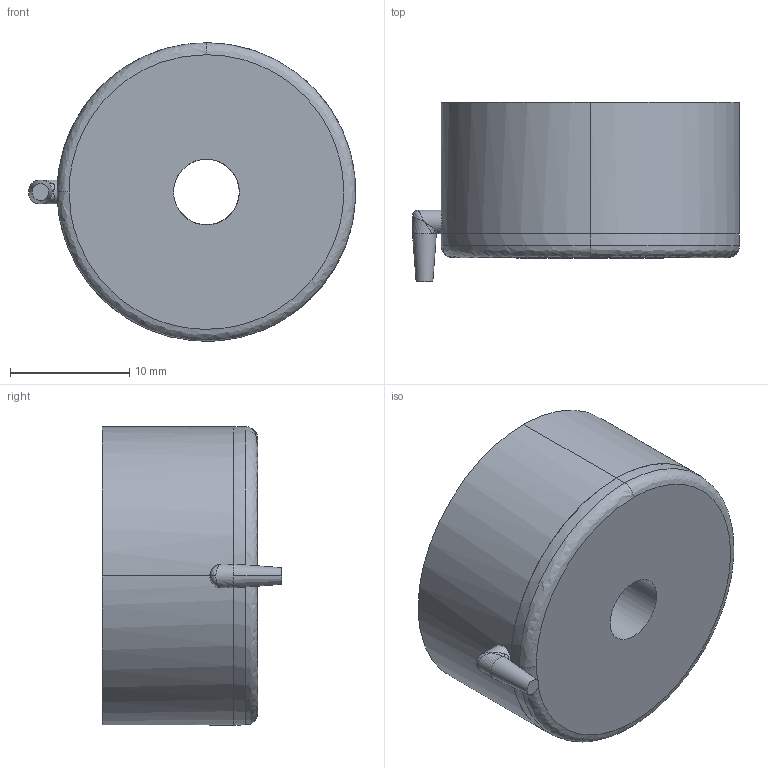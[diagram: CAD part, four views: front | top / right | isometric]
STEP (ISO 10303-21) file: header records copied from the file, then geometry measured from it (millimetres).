
FILE_DESCRIPTION(('THIS FILE CONTAINS SOME STEP INSTANCES'),'1');
FILE_NAME('M110 xx.stp','2014-04-17T14:25:42',('UNDEFINED'),('UNDEFINED'),'T-FLEX CAD STEP converter','T-FLEX CAD','');
FILE_SCHEMA(('CONFIG_CONTROL_DESIGN'));
Length unit declared in the file: metre
Products named in the file (6): M110 xx; Corpo_0
Assembly tree (5 placements, depth 2):
  M110 xx
    Corpo_0
    Corpo_0
    Corpo_0
    Corpo_0
    Corpo_0
Bounding box: 27.39 x 15 x 25 mm (x, y, z)
Volume: 6014.8 mm3; surface area: 3391.4 mm2
Topology: 1 solids, 7 shells, 36 faces, 102 edges, 65 vertices
Faces by surface type: cylinder 12, plane 11, bspline 10, cone 3
Full cylindrical faces by diameter (mm): 23 x2
Entity records: 3847 total; most frequent: CARTESIAN_POINT 2991, ORIENTED_EDGE 169, DIRECTION 113, EDGE_CURVE 96, VERTEX_POINT 65, B_SPLINE_CURVE_WITH_KNOTS 60, AXIS2_PLACEMENT_3D 45, EDGE_LOOP 42
